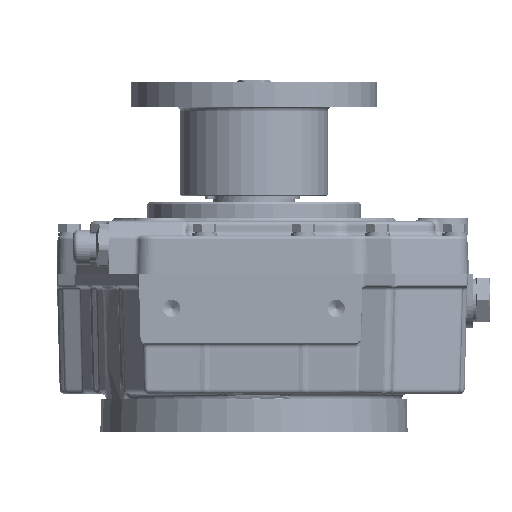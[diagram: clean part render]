
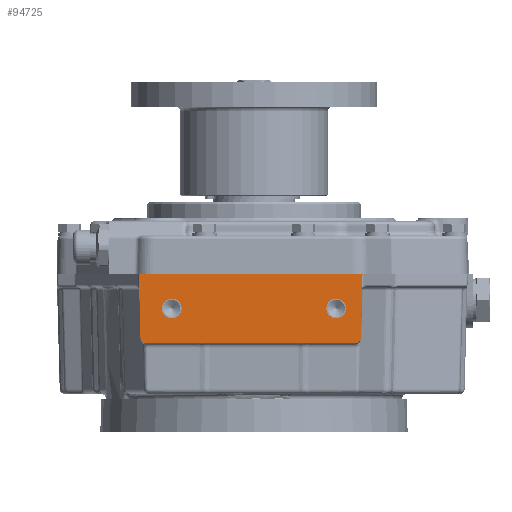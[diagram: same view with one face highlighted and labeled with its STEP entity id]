
A CAD part, left-side view. The second image highlights one B-rep face of the part: STEP entity #94725.
In plain terms, the highlighted planar face has unit normal (-1, 0, 0).
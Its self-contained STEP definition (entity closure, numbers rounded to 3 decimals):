
#4551 = CARTESIAN_POINT ( 'NONE',  ( -225., -61.978, -42. ) ) ;
#16363 = CARTESIAN_POINT ( 'NONE',  ( -225., 68.977, -39.079 ) ) ;
#16968 = DIRECTION ( 'NONE',  ( 0., -0.026, -1. ) ) ;
#16970 = VECTOR ( 'NONE', #16968, 1000. ) ;
#16974 = CARTESIAN_POINT ( 'NONE',  ( -225., 70., 0. ) ) ;
#16990 = LINE ( 'NONE', #16974, #16970 ) ;
#17260 = CARTESIAN_POINT ( 'NONE',  ( -225., -64.977, -39.079 ) ) ;
#17282 = DIRECTION ( 'NONE',  ( 0., -0.026, 1. ) ) ;
#17285 = VECTOR ( 'NONE', #17282, 1000. ) ;
#17287 = CARTESIAN_POINT ( 'NONE',  ( -225., -66., 0. ) ) ;
#17288 = LINE ( 'NONE', #17287, #17285 ) ;
#27981 = VERTEX_POINT ( 'NONE', #73762 ) ;
#28132 = VERTEX_POINT ( 'NONE', #74315 ) ;
#28213 = EDGE_CURVE ( 'NONE', #27981, #28215, #74527, .T. ) ;
#28215 = VERTEX_POINT ( 'NONE', #74519 ) ;
#28267 = EDGE_CURVE ( 'NONE', #28132, #28268, #74656, .T. ) ;
#28268 = VERTEX_POINT ( 'NONE', #74649 ) ;
#32115 = DIRECTION ( 'NONE',  ( 0., 0., -1. ) ) ;
#32118 = DIRECTION ( 'NONE',  ( -1., 0., 0. ) ) ;
#32120 = CARTESIAN_POINT ( 'NONE',  ( -225., -61.978, -39. ) ) ;
#32121 = AXIS2_PLACEMENT_3D ( 'NONE', #32120, #32118, #32115 ) ;
#32124 = CIRCLE ( 'NONE', #32121, 3. ) ;
#33246 = EDGE_CURVE ( 'NONE', #33247, #33399, #88371, .T. ) ;
#33247 = VERTEX_POINT ( 'NONE', #88367 ) ;
#33399 = VERTEX_POINT ( 'NONE', #88538 ) ;
#48102 = VERTEX_POINT ( 'NONE', #4551 ) ;
#52047 = VERTEX_POINT ( 'NONE', #16363 ) ;
#52162 = EDGE_CURVE ( 'NONE', #33399, #52047, #16990, .T. ) ;
#52262 = EDGE_CURVE ( 'NONE', #52276, #33247, #17288, .T. ) ;
#52276 = VERTEX_POINT ( 'NONE', #17260 ) ;
#54948 = EDGE_CURVE ( 'NONE', #48102, #52276, #32124, .T. ) ;
#73762 = CARTESIAN_POINT ( 'NONE',  ( -225., 50., -27. ) ) ;
#74315 = CARTESIAN_POINT ( 'NONE',  ( -225., -50., -27. ) ) ;
#74519 = CARTESIAN_POINT ( 'NONE',  ( -225., 50., -15. ) ) ;
#74522 = DIRECTION ( 'NONE',  ( 0., 0., 1. ) ) ;
#74524 = DIRECTION ( 'NONE',  ( -1., 0., 0. ) ) ;
#74525 = CARTESIAN_POINT ( 'NONE',  ( -225., 50., -21. ) ) ;
#74526 = AXIS2_PLACEMENT_3D ( 'NONE', #74525, #74524, #74522 ) ;
#74527 = CIRCLE ( 'NONE', #74526, 6. ) ;
#74649 = CARTESIAN_POINT ( 'NONE',  ( -225., -50., -15. ) ) ;
#74650 = DIRECTION ( 'NONE',  ( 0., 0., 1. ) ) ;
#74651 = DIRECTION ( 'NONE',  ( -1., 0., 0. ) ) ;
#74652 = CARTESIAN_POINT ( 'NONE',  ( -225., -50., -21. ) ) ;
#74654 = AXIS2_PLACEMENT_3D ( 'NONE', #74652, #74651, #74650 ) ;
#74656 = CIRCLE ( 'NONE', #74654, 6. ) ;
#88367 = CARTESIAN_POINT ( 'NONE',  ( -225., -66., 0. ) ) ;
#88368 = DIRECTION ( 'NONE',  ( 0., 1., 0. ) ) ;
#88369 = VECTOR ( 'NONE', #88368, 1000. ) ;
#88370 = CARTESIAN_POINT ( 'NONE',  ( -225., -66., 0. ) ) ;
#88371 = LINE ( 'NONE', #88370, #88369 ) ;
#88538 = CARTESIAN_POINT ( 'NONE',  ( -225., 70., 0. ) ) ;
#92759 = VERTEX_POINT ( 'NONE', #162250 ) ;
#94108 = EDGE_CURVE ( 'NONE', #92759, #48102, #174517, .T. ) ;
#94599 = EDGE_LOOP ( 'NONE', ( #94721, #94615 ) ) ;
#94600 = ORIENTED_EDGE ( 'NONE', *, *, #94617, .T. ) ;
#94603 = ORIENTED_EDGE ( 'NONE', *, *, #94108, .T. ) ;
#94605 = ORIENTED_EDGE ( 'NONE', *, *, #52262, .T. ) ;
#94607 = ORIENTED_EDGE ( 'NONE', *, *, #33246, .T. ) ;
#94611 = ORIENTED_EDGE ( 'NONE', *, *, #94723, .F. ) ;
#94615 = ORIENTED_EDGE ( 'NONE', *, *, #28213, .F. ) ;
#94617 = EDGE_CURVE ( 'NONE', #52047, #92759, #180979, .T. ) ;
#94697 = ORIENTED_EDGE ( 'NONE', *, *, #52162, .T. ) ;
#94719 = EDGE_LOOP ( 'NONE', ( #94611, #94726 ) ) ;
#94721 = ORIENTED_EDGE ( 'NONE', *, *, #94722, .F. ) ;
#94722 = EDGE_CURVE ( 'NONE', #28215, #27981, #182032, .T. ) ;
#94723 = EDGE_CURVE ( 'NONE', #28268, #28132, #182012, .T. ) ;
#94725 = ADVANCED_FACE ( 'NONE', ( #182004, #182001, #181999 ), #182139, .F. ) ;
#94726 = ORIENTED_EDGE ( 'NONE', *, *, #28267, .F. ) ;
#94728 = EDGE_LOOP ( 'NONE', ( #94600, #94603, #94730, #94605, #94607, #94697 ) ) ;
#94730 = ORIENTED_EDGE ( 'NONE', *, *, #54948, .T. ) ;
#162250 = CARTESIAN_POINT ( 'NONE',  ( -225., 65.978, -42. ) ) ;
#174512 = DIRECTION ( 'NONE',  ( 0., -1., 0. ) ) ;
#174515 = VECTOR ( 'NONE', #174512, 1000. ) ;
#174516 = CARTESIAN_POINT ( 'NONE',  ( -225., 65.978, -42. ) ) ;
#174517 = LINE ( 'NONE', #174516, #174515 ) ;
#180971 = DIRECTION ( 'NONE',  ( 0., 0., 1. ) ) ;
#180973 = DIRECTION ( 'NONE',  ( -1., 0., 0. ) ) ;
#180975 = CARTESIAN_POINT ( 'NONE',  ( -225., 65.978, -39. ) ) ;
#180977 = AXIS2_PLACEMENT_3D ( 'NONE', #180975, #180973, #180971 ) ;
#180979 = CIRCLE ( 'NONE', #180977, 3. ) ;
#181999 = FACE_OUTER_BOUND ( 'NONE', #94728, .T. ) ;
#182001 = FACE_BOUND ( 'NONE', #94719, .T. ) ;
#182004 = FACE_BOUND ( 'NONE', #94599, .T. ) ;
#182007 = DIRECTION ( 'NONE',  ( 0., 0., 1. ) ) ;
#182009 = DIRECTION ( 'NONE',  ( -1., 0., 0. ) ) ;
#182010 = AXIS2_PLACEMENT_3D ( 'NONE', #182035, #182009, #182007 ) ;
#182012 = CIRCLE ( 'NONE', #182010, 6. ) ;
#182024 = DIRECTION ( 'NONE',  ( 0., 0., 1. ) ) ;
#182025 = DIRECTION ( 'NONE',  ( -1., 0., 0. ) ) ;
#182027 = CARTESIAN_POINT ( 'NONE',  ( -225., 50., -21. ) ) ;
#182029 = AXIS2_PLACEMENT_3D ( 'NONE', #182027, #182025, #182024 ) ;
#182032 = CIRCLE ( 'NONE', #182029, 6. ) ;
#182035 = CARTESIAN_POINT ( 'NONE',  ( -225., -50., -21. ) ) ;
#182131 = DIRECTION ( 'NONE',  ( 0., 0., 1. ) ) ;
#182134 = DIRECTION ( 'NONE',  ( 1., 0., 0. ) ) ;
#182135 = CARTESIAN_POINT ( 'NONE',  ( -225., 65.978, -39. ) ) ;
#182137 = AXIS2_PLACEMENT_3D ( 'NONE', #182135, #182134, #182131 ) ;
#182139 = PLANE ( 'NONE',  #182137 ) ;
